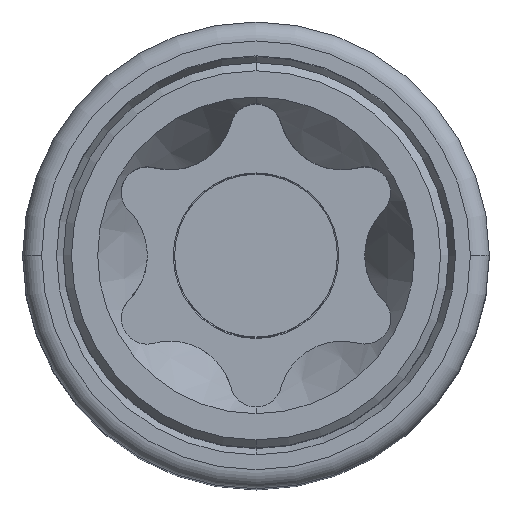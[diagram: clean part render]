
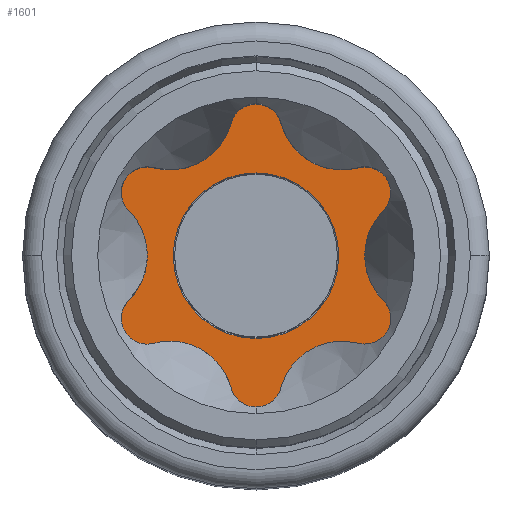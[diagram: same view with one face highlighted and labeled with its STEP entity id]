
A CAD part, top view. The second image highlights one B-rep face of the part: STEP entity #1601.
In plain terms, the highlighted planar face has unit normal (0, 0, 1).
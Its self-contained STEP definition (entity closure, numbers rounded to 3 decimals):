
#118=CARTESIAN_POINT('',(0.,-4.634,66.7));
#119=DIRECTION('',(0.,0.,1.));
#120=DIRECTION('',(-0.965,-0.263,0.));
#121=AXIS2_PLACEMENT_3D('',#118,#119,#120);
#123=CARTESIAN_POINT('',(-3.175,-5.499,66.7));
#124=DIRECTION('',(0.,0.,-1.));
#125=DIRECTION('',(-0.255,0.967,0.));
#126=AXIS2_PLACEMENT_3D('',#123,#124,#125);
#128=CARTESIAN_POINT('',(-4.013,-2.317,66.7));
#129=DIRECTION('',(0.,0.,1.));
#130=DIRECTION('',(-0.71,0.704,0.));
#131=AXIS2_PLACEMENT_3D('',#128,#129,#130);
#133=CARTESIAN_POINT('',(-6.35,0.,66.7));
#134=DIRECTION('',(0.,0.,-1.));
#135=DIRECTION('',(0.71,0.704,0.));
#136=AXIS2_PLACEMENT_3D('',#133,#134,#135);
#138=CARTESIAN_POINT('',(-4.013,2.317,66.7));
#139=DIRECTION('',(0.,0.,1.));
#140=DIRECTION('',(0.255,0.967,0.));
#141=AXIS2_PLACEMENT_3D('',#138,#139,#140);
#143=CARTESIAN_POINT('',(-3.175,5.499,66.7));
#144=DIRECTION('',(0.,0.,-1.));
#145=DIRECTION('',(0.965,-0.263,0.));
#146=AXIS2_PLACEMENT_3D('',#143,#144,#145);
#148=CARTESIAN_POINT('',(0.,4.634,66.7));
#149=DIRECTION('',(0.,0.,1.));
#150=DIRECTION('',(0.965,0.263,0.));
#151=AXIS2_PLACEMENT_3D('',#148,#149,#150);
#153=CARTESIAN_POINT('',(3.175,5.499,66.7));
#154=DIRECTION('',(0.,0.,-1.));
#155=DIRECTION('',(0.255,-0.967,0.));
#156=AXIS2_PLACEMENT_3D('',#153,#154,#155);
#158=CARTESIAN_POINT('',(4.013,2.317,66.7));
#159=DIRECTION('',(0.,0.,1.));
#160=DIRECTION('',(0.71,-0.704,0.));
#161=AXIS2_PLACEMENT_3D('',#158,#159,#160);
#163=CARTESIAN_POINT('',(6.35,0.,66.7));
#164=DIRECTION('',(0.,0.,-1.));
#165=DIRECTION('',(-0.71,-0.704,0.));
#166=AXIS2_PLACEMENT_3D('',#163,#164,#165);
#168=CARTESIAN_POINT('',(4.013,-2.317,66.7));
#169=DIRECTION('',(0.,0.,1.));
#170=DIRECTION('',(-0.255,-0.967,0.));
#171=AXIS2_PLACEMENT_3D('',#168,#169,#170);
#173=CARTESIAN_POINT('',(3.175,-5.499,66.7));
#174=DIRECTION('',(0.,0.,-1.));
#175=DIRECTION('',(-0.965,0.263,0.));
#176=AXIS2_PLACEMENT_3D('',#173,#174,#175);
#178=CARTESIAN_POINT('',(0.,0.,66.7));
#179=DIRECTION('',(0.,0.,-1.));
#180=DIRECTION('',(0.,1.,0.));
#181=AXIS2_PLACEMENT_3D('',#178,#179,#180);
#183=CARTESIAN_POINT('',(0.,0.,66.7));
#184=DIRECTION('',(0.,0.,-1.));
#185=DIRECTION('',(0.,-1.,0.));
#186=AXIS2_PLACEMENT_3D('',#183,#184,#185);
#1306=CARTESIAN_POINT('',(-0.917,-4.884,66.7));
#1307=CARTESIAN_POINT('',(0.917,-4.884,66.7));
#1308=VERTEX_POINT('',#1306);
#1309=VERTEX_POINT('',#1307);
#1310=CARTESIAN_POINT('',(3.771,-3.236,66.7));
#1311=VERTEX_POINT('',#1310);
#1312=CARTESIAN_POINT('',(4.688,-1.648,66.7));
#1313=VERTEX_POINT('',#1312);
#1314=CARTESIAN_POINT('',(4.688,1.648,66.7));
#1315=VERTEX_POINT('',#1314);
#1316=CARTESIAN_POINT('',(3.771,3.236,66.7));
#1317=VERTEX_POINT('',#1316);
#1318=CARTESIAN_POINT('',(0.917,4.884,66.7));
#1319=VERTEX_POINT('',#1318);
#1320=CARTESIAN_POINT('',(-0.917,4.884,66.7));
#1321=VERTEX_POINT('',#1320);
#1322=CARTESIAN_POINT('',(-3.771,3.236,66.7));
#1323=VERTEX_POINT('',#1322);
#1324=CARTESIAN_POINT('',(-4.688,1.648,66.7));
#1325=VERTEX_POINT('',#1324);
#1326=CARTESIAN_POINT('',(-4.688,-1.648,66.7));
#1327=VERTEX_POINT('',#1326);
#1328=CARTESIAN_POINT('',(-3.771,-3.236,66.7));
#1329=VERTEX_POINT('',#1328);
#1348=CARTESIAN_POINT('',(0.,3.05,66.7));
#1349=VERTEX_POINT('',#1348);
#1350=CARTESIAN_POINT('',(0.,-3.05,66.7));
#1351=VERTEX_POINT('',#1350);
#1566=CARTESIAN_POINT('',(0.,0.,66.7));
#1567=DIRECTION('',(0.,0.,1.));
#1568=DIRECTION('',(-1.,0.,0.));
#1569=AXIS2_PLACEMENT_3D('',#1566,#1567,#1568);
#1570=PLANE('',#1569);
#1571=ORIENTED_EDGE('',*,*,#1559,.F.);
#1572=ORIENTED_EDGE('',*,*,#1475,.F.);
#1574=ORIENTED_EDGE('',*,*,#1573,.F.);
#1576=ORIENTED_EDGE('',*,*,#1575,.F.);
#1578=ORIENTED_EDGE('',*,*,#1577,.F.);
#1580=ORIENTED_EDGE('',*,*,#1579,.F.);
#1582=ORIENTED_EDGE('',*,*,#1581,.F.);
#1584=ORIENTED_EDGE('',*,*,#1583,.F.);
#1586=ORIENTED_EDGE('',*,*,#1585,.F.);
#1588=ORIENTED_EDGE('',*,*,#1587,.F.);
#1590=ORIENTED_EDGE('',*,*,#1589,.F.);
#1592=ORIENTED_EDGE('',*,*,#1591,.F.);
#1593=EDGE_LOOP('',(#1571,#1572,#1574,#1576,#1578,#1580,#1582,#1584,#1586,#1588,
#1590,#1592));
#1594=FACE_OUTER_BOUND('',#1593,.F.);
#1596=ORIENTED_EDGE('',*,*,#1595,.F.);
#1598=ORIENTED_EDGE('',*,*,#1597,.F.);
#1599=EDGE_LOOP('',(#1596,#1598));
#1600=FACE_BOUND('',#1599,.F.);
#1601=ADVANCED_FACE('',(#1594,#1600),#1570,.T.);
#122=CIRCLE('',#121,0.951);
#127=CIRCLE('',#126,2.34);
#132=CIRCLE('',#131,0.951);
#137=CIRCLE('',#136,2.34);
#142=CIRCLE('',#141,0.951);
#147=CIRCLE('',#146,2.34);
#152=CIRCLE('',#151,0.951);
#157=CIRCLE('',#156,2.34);
#162=CIRCLE('',#161,0.951);
#167=CIRCLE('',#166,2.34);
#172=CIRCLE('',#171,0.951);
#177=CIRCLE('',#176,2.34);
#182=CIRCLE('',#181,3.05);
#187=CIRCLE('',#186,3.05);
#1475=EDGE_CURVE('',#1329,#1308,#127,.T.);
#1559=EDGE_CURVE('',#1308,#1309,#122,.T.);
#1573=EDGE_CURVE('',#1327,#1329,#132,.T.);
#1575=EDGE_CURVE('',#1325,#1327,#137,.T.);
#1577=EDGE_CURVE('',#1323,#1325,#142,.T.);
#1579=EDGE_CURVE('',#1321,#1323,#147,.T.);
#1581=EDGE_CURVE('',#1319,#1321,#152,.T.);
#1583=EDGE_CURVE('',#1317,#1319,#157,.T.);
#1585=EDGE_CURVE('',#1315,#1317,#162,.T.);
#1587=EDGE_CURVE('',#1313,#1315,#167,.T.);
#1589=EDGE_CURVE('',#1311,#1313,#172,.T.);
#1591=EDGE_CURVE('',#1309,#1311,#177,.T.);
#1595=EDGE_CURVE('',#1349,#1351,#182,.T.);
#1597=EDGE_CURVE('',#1351,#1349,#187,.T.);
